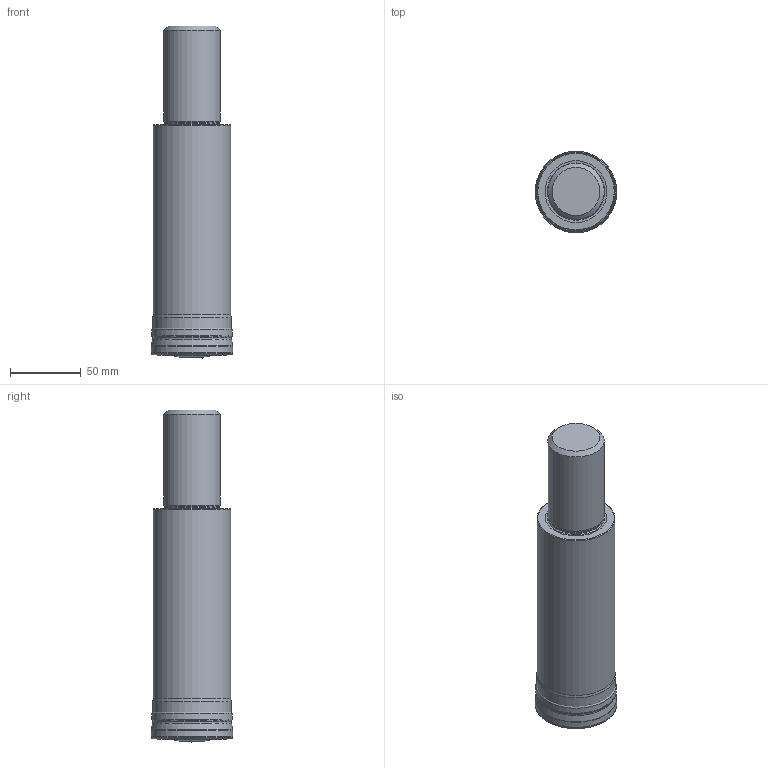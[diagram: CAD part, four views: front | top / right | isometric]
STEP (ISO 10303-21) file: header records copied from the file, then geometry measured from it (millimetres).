
FILE_DESCRIPTION(/* description */ (''),/* implementation_level */ '2;1');
FILE_NAME(/* name */ '62268365_cgr_000~00_214.stp',/* time_stamp */ '2022-10-17T17:21:09+06:00',/* author */ (''),/* organization */ (''),/* preprocessor_version */ 'ST-DEVELOPER v16.7',/* originating_system */ 'SIEMENS PLM Software NX 12.0',/* authorisation */ '');
FILE_SCHEMA (('AUTOMOTIVE_DESIGN { 1 0 10303 214 3 1 1 1 }'));
Length unit declared in the file: millimetre
Products named in the file (1): 62268365_cgr_000~00
Bounding box: 57.99 x 57.99 x 235.29 mm (x, y, z)
Volume: 531028.5 mm3; surface area: 53865.1 mm2
Topology: 3 solids, 3 shells, 82 faces, 299 edges, 288 vertices
Faces by surface type: revolution 67, cone 7, cylinder 4, plane 2, torus 2
Full cylindrical faces by diameter (mm): 39.292 x1, 40 x1, 55.2 x1, 55.8 x1
Entity records: 2626 total; most frequent: DIRECTION 474, CARTESIAN_POINT 393, AXIS2_PLACEMENT_3D 172, FACE_BOUND 162, EDGE_LOOP 162, ORIENTED_EDGE 162, ADVANCED_FACE 82, VERTEX_POINT 82
